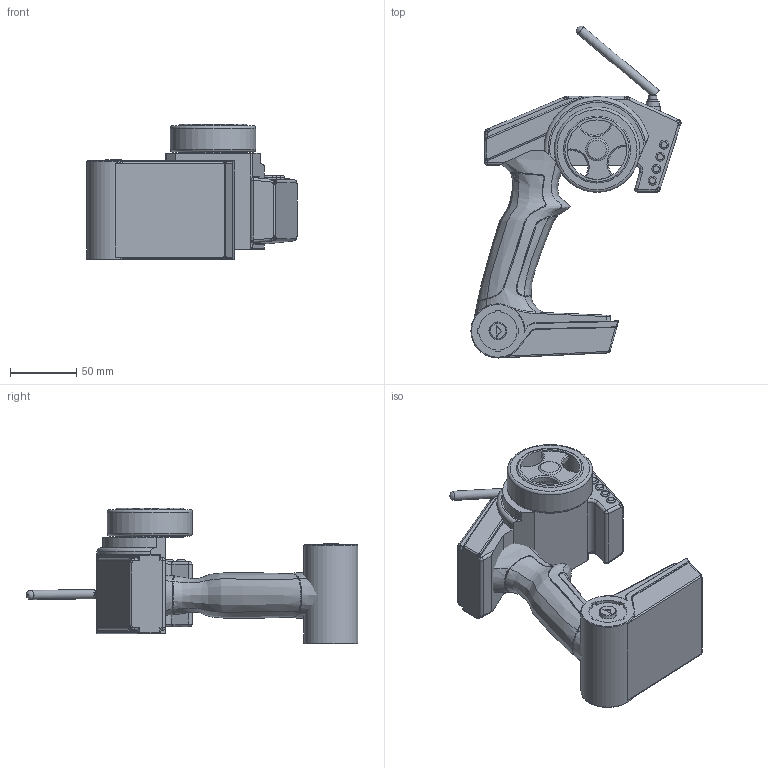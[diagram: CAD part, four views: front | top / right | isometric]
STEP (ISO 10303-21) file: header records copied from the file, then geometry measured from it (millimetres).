
FILE_DESCRIPTION(/* description */ (''),/* implementation_level */ '2;1');
FILE_NAME(/* name */ 'Remote Control v1.step',/* time_stamp */ '2022-03-24T11:12:50+04:00',/* author */ (''),/* organization */ (''),/* preprocessor_version */ 'ST-DEVELOPER v18.1',/* originating_system */ 'Autodesk Translation Framework v10.13.0.1454',/* authorisation */ '');
FILE_SCHEMA (('AUTOMOTIVE_DESIGN { 1 0 10303 214 3 1 1 }'));
Length unit declared in the file: millimetre
Products named in the file (1): Remote Control
Bounding box: 159.01 x 251.13 x 102.5 mm (x, y, z)
Volume: 893568.5 mm3; surface area: 171188.2 mm2
Topology: 20 solids, 20 shells, 418 faces, 1006 edges, 630 vertices
Faces by surface type: bspline 157, plane 116, cylinder 112, torus 23, sphere 5, cone 5
Full cylindrical faces by diameter (mm): 6.055 x1, 6.663 x4, 7 x1, 7.666 x1, 10.025 x1, 11.676 x1, 13.494 x1, 17.164 x2, 44.981 x1, 50.612 x2, 64.543 x1
Entity records: 23683 total; most frequent: CARTESIAN_POINT 14499, ORIENTED_EDGE 2008, DIRECTION 1713, EDGE_CURVE 1004, AXIS2_PLACEMENT_3D 694, VERTEX_POINT 630, EDGE_LOOP 430, FACE_OUTER_BOUND 418
